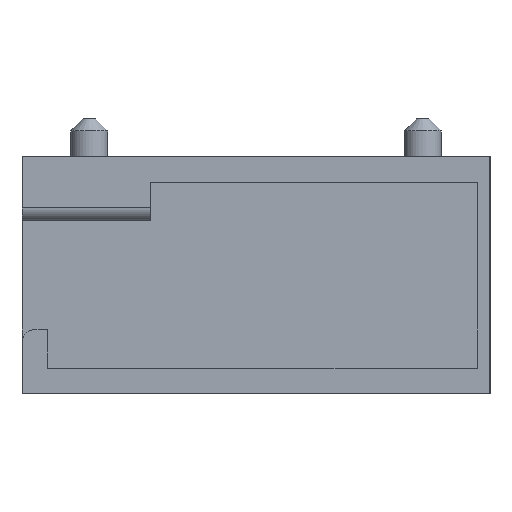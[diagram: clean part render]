
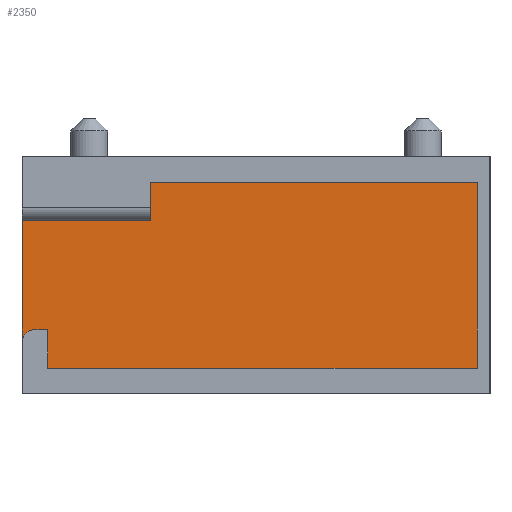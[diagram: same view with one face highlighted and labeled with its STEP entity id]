
A CAD part, left-side view. The second image highlights one B-rep face of the part: STEP entity #2350.
In plain terms, the highlighted planar face has unit normal (-1, 0, 0).
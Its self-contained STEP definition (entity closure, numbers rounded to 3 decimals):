
#632 = VERTEX_POINT('',#633);
#633 = CARTESIAN_POINT('',(35.5,18.25,2.));
#639 = EDGE_CURVE('',#640,#632,#642,.T.);
#640 = VERTEX_POINT('',#641);
#641 = CARTESIAN_POINT('',(35.5,18.25,16.5));
#642 = LINE('',#643,#644);
#643 = CARTESIAN_POINT('',(35.5,18.25,16.5));
#644 = VECTOR('',#645,1.);
#645 = DIRECTION('',(0.,0.,-1.));
#1856 = VERTEX_POINT('',#1857);
#1857 = CARTESIAN_POINT('',(35.5,-17.25,16.5));
#1863 = EDGE_CURVE('',#640,#1856,#1864,.T.);
#1864 = LINE('',#1865,#1866);
#1865 = CARTESIAN_POINT('',(35.5,18.25,16.5));
#1866 = VECTOR('',#1867,1.);
#1867 = DIRECTION('',(0.,-1.,0.));
#1933 = EDGE_CURVE('',#1856,#1934,#1936,.T.);
#1934 = VERTEX_POINT('',#1935);
#1935 = CARTESIAN_POINT('',(35.5,-17.25,2.));
#1936 = LINE('',#1937,#1938);
#1937 = CARTESIAN_POINT('',(35.5,-17.25,16.5));
#1938 = VECTOR('',#1939,1.);
#1939 = DIRECTION('',(0.,0.,-1.));
#1957 = EDGE_CURVE('',#632,#1934,#1958,.T.);
#1958 = LINE('',#1959,#1960);
#1959 = CARTESIAN_POINT('',(35.5,18.25,2.));
#1960 = VECTOR('',#1961,1.);
#1961 = DIRECTION('',(0.,-1.,0.));
#2350 = ADVANCED_FACE('',(#2351),#2357,.F.);
#2351 = FACE_BOUND('',#2352,.F.);
#2352 = EDGE_LOOP('',(#2353,#2354,#2355,#2356));
#2353 = ORIENTED_EDGE('',*,*,#1863,.T.);
#2354 = ORIENTED_EDGE('',*,*,#1933,.T.);
#2355 = ORIENTED_EDGE('',*,*,#1957,.F.);
#2356 = ORIENTED_EDGE('',*,*,#639,.F.);
#2357 = PLANE('',#2358);
#2358 = AXIS2_PLACEMENT_3D('',#2359,#2360,#2361);
#2359 = CARTESIAN_POINT('',(35.5,18.25,16.5));
#2360 = DIRECTION('',(1.,0.,0.));
#2361 = DIRECTION('',(0.,0.,-1.));
